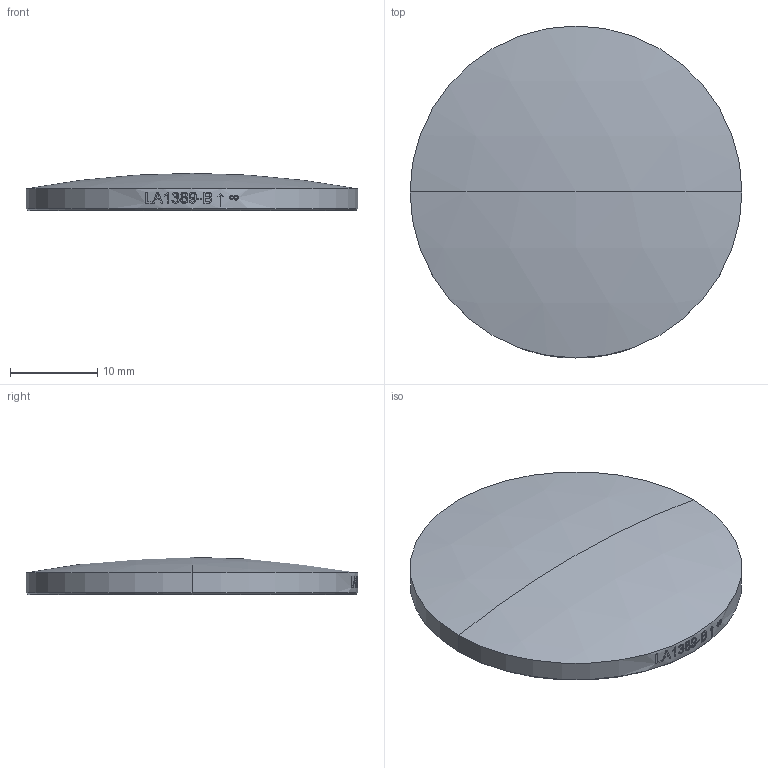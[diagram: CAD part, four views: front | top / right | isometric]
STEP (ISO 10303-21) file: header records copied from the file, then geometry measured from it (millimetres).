
FILE_DESCRIPTION (( 'STEP AP203' ), '1' );
FILE_NAME ('TTN200730-E0W.STEP', '2020-06-26T18:41:28', ( '' ), ( '' ), 'SwSTEP 2.0', 'SolidWorks 2018', '' );
FILE_SCHEMA (( 'CONFIG_CONTROL_DESIGN' ));
Length unit declared in the file: millimetre
Products named in the file (1): TTN200730-E0W
Bounding box: 38.1 x 38.1 x 4.27 mm (x, y, z)
Volume: 3859.2 mm3; surface area: 2575.1 mm2
Topology: 1 solids, 1 shells, 25 faces, 138 edges, 133 vertices
Faces by surface type: cylinder 20, cone 2, sphere 2, plane 1
Entity records: 2598 total; most frequent: CARTESIAN_POINT 1496, ORIENTED_EDGE 276, EDGE_CURVE 138, VERTEX_POINT 133, DIRECTION 127, B_SPLINE_CURVE_WITH_KNOTS 91, AXIS2_PLACEMENT_3D 54, EDGE_LOOP 43
